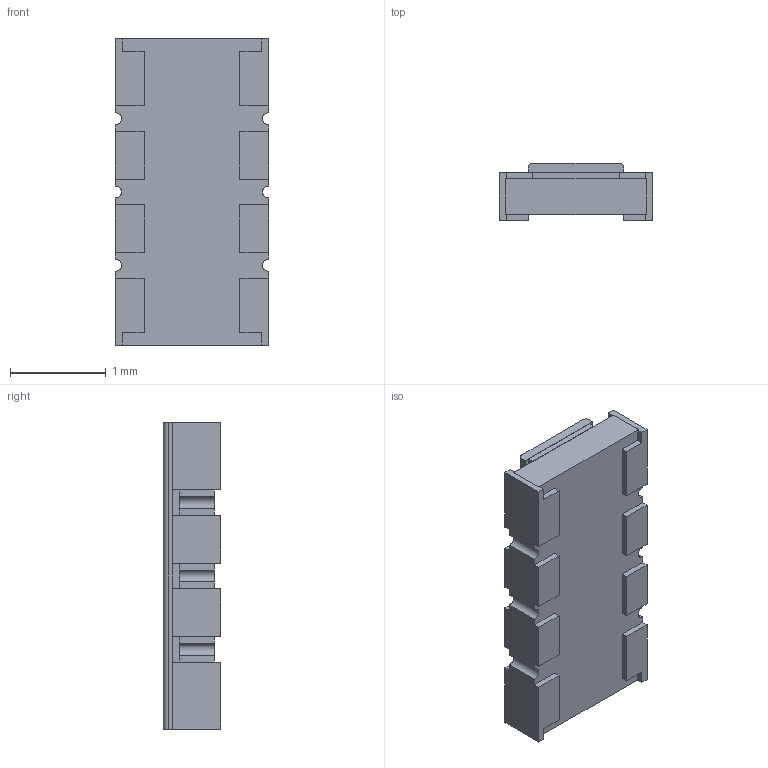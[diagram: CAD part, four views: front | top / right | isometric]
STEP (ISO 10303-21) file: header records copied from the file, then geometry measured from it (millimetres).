
FILE_DESCRIPTION (( 'STEP AP214' ), '1' );
FILE_NAME ('CAY16-000J4LF.STEP', '2024-05-17T21:30:23', ( '' ), ( '' ), 'SwSTEP 2.0', 'SolidWorks 2021', '' );
FILE_SCHEMA (( 'AUTOMOTIVE_DESIGN' ));
Length unit declared in the file: millimetre
Products named in the file (1): CAY16-000J4LF
Bounding box: 1.6 x 0.6 x 3.2 mm (x, y, z)
Volume: 2.6 mm3; surface area: 37.8 mm2
Topology: 11 solids, 11 shells, 152 faces, 390 edges, 260 vertices
Faces by surface type: plane 144, cylinder 8
Entity records: 4654 total; most frequent: CARTESIAN_POINT 803, ORIENTED_EDGE 780, DIRECTION 712, EDGE_CURVE 390, VECTOR 374, LINE 374, VERTEX_POINT 260, AXIS2_PLACEMENT_3D 169
